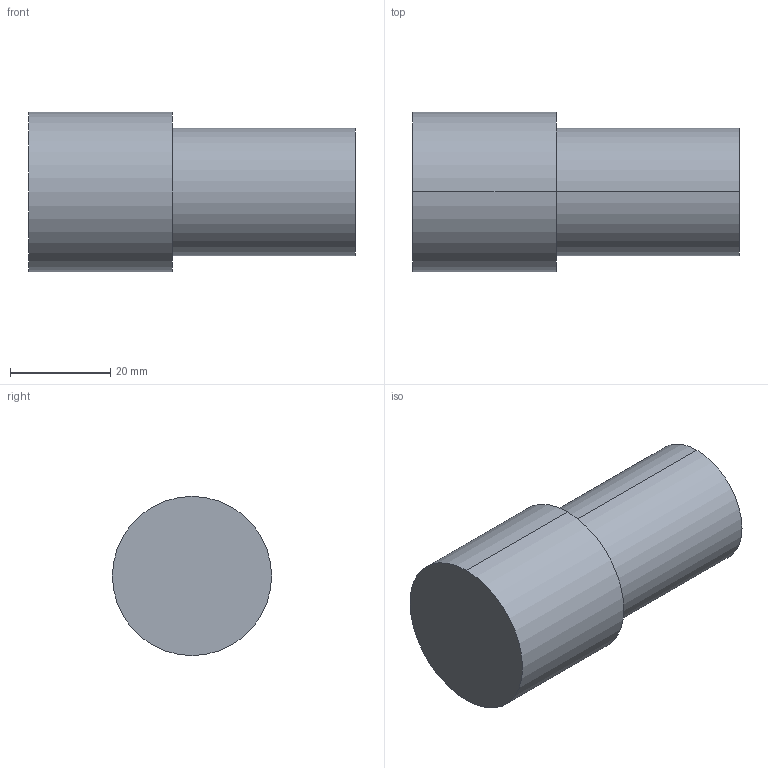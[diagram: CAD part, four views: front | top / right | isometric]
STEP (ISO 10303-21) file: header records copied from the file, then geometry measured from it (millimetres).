
FILE_DESCRIPTION (( 'STEP AP214' ), '1' );
FILE_NAME ('PA-1.STEP', '2020-10-27T00:42:07', ( '' ), ( '' ), 'SwSTEP 2.0', 'SolidWorks 2019', '' );
FILE_SCHEMA (( 'AUTOMOTIVE_DESIGN' ));
Length unit declared in the file: inch
Products named in the file (1): PA-1
Bounding box: 65.09 x 31.75 x 31.75 mm (x, y, z)
Volume: 41124.9 mm3; surface area: 7347.3 mm2
Topology: 1 solids, 1 shells, 37 faces, 239 edges, 235 vertices
Faces by surface type: plane 33, cylinder 4
Entity records: 3493 total; most frequent: CARTESIAN_POINT 1610, ORIENTED_EDGE 478, DIRECTION 242, EDGE_CURVE 239, VERTEX_POINT 235, VECTOR 150, LINE 150, B_SPLINE_CURVE_WITH_KNOTS 81
